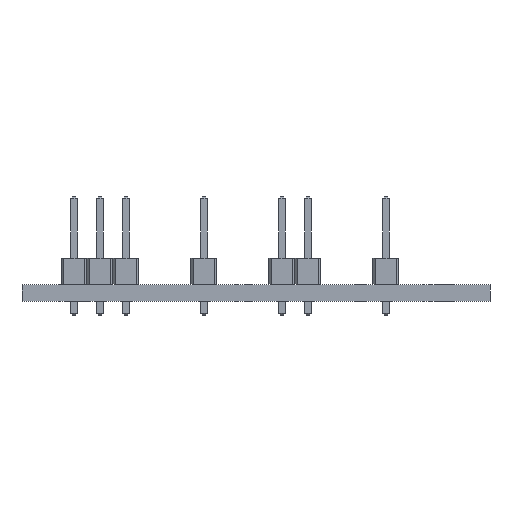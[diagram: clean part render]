
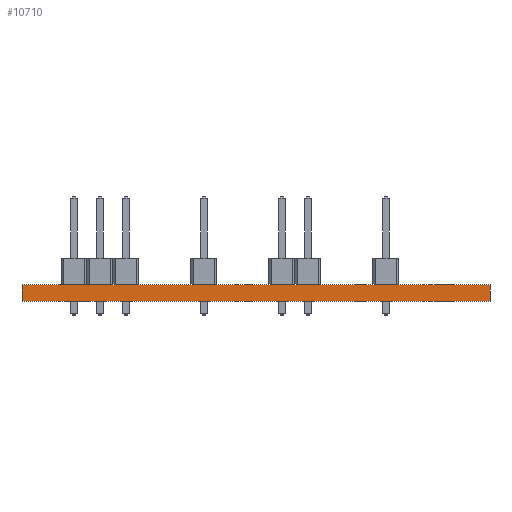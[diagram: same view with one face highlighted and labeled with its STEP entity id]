
A CAD part, front view. The second image highlights one B-rep face of the part: STEP entity #10710.
In plain terms, the highlighted planar face has unit normal (0, -1, 0).
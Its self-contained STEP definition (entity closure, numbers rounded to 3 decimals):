
#10710 = ADVANCED_FACE('',(#10711),#10745,.T.);
#10711 = FACE_BOUND('',#10712,.T.);
#10712 = EDGE_LOOP('',(#10713,#10723,#10731,#10739));
#10713 = ORIENTED_EDGE('',*,*,#10714,.T.);
#10714 = EDGE_CURVE('',#10715,#10717,#10719,.T.);
#10715 = VERTEX_POINT('',#10716);
#10716 = CARTESIAN_POINT('',(132.08,-114.3,0.));
#10717 = VERTEX_POINT('',#10718);
#10718 = CARTESIAN_POINT('',(132.08,-114.3,1.6));
#10719 = LINE('',#10720,#10721);
#10720 = CARTESIAN_POINT('',(132.08,-114.3,0.));
#10721 = VECTOR('',#10722,1.);
#10722 = DIRECTION('',(0.,0.,1.));
#10723 = ORIENTED_EDGE('',*,*,#10724,.T.);
#10724 = EDGE_CURVE('',#10717,#10725,#10727,.T.);
#10725 = VERTEX_POINT('',#10726);
#10726 = CARTESIAN_POINT('',(86.36,-114.3,1.6));
#10727 = LINE('',#10728,#10729);
#10728 = CARTESIAN_POINT('',(132.08,-114.3,1.6));
#10729 = VECTOR('',#10730,1.);
#10730 = DIRECTION('',(-1.,0.,0.));
#10731 = ORIENTED_EDGE('',*,*,#10732,.F.);
#10732 = EDGE_CURVE('',#10733,#10725,#10735,.T.);
#10733 = VERTEX_POINT('',#10734);
#10734 = CARTESIAN_POINT('',(86.36,-114.3,0.));
#10735 = LINE('',#10736,#10737);
#10736 = CARTESIAN_POINT('',(86.36,-114.3,0.));
#10737 = VECTOR('',#10738,1.);
#10738 = DIRECTION('',(0.,0.,1.));
#10739 = ORIENTED_EDGE('',*,*,#10740,.F.);
#10740 = EDGE_CURVE('',#10715,#10733,#10741,.T.);
#10741 = LINE('',#10742,#10743);
#10742 = CARTESIAN_POINT('',(132.08,-114.3,0.));
#10743 = VECTOR('',#10744,1.);
#10744 = DIRECTION('',(-1.,0.,0.));
#10745 = PLANE('',#10746);
#10746 = AXIS2_PLACEMENT_3D('',#10747,#10748,#10749);
#10747 = CARTESIAN_POINT('',(132.08,-114.3,0.));
#10748 = DIRECTION('',(0.,-1.,0.));
#10749 = DIRECTION('',(-1.,0.,0.));
